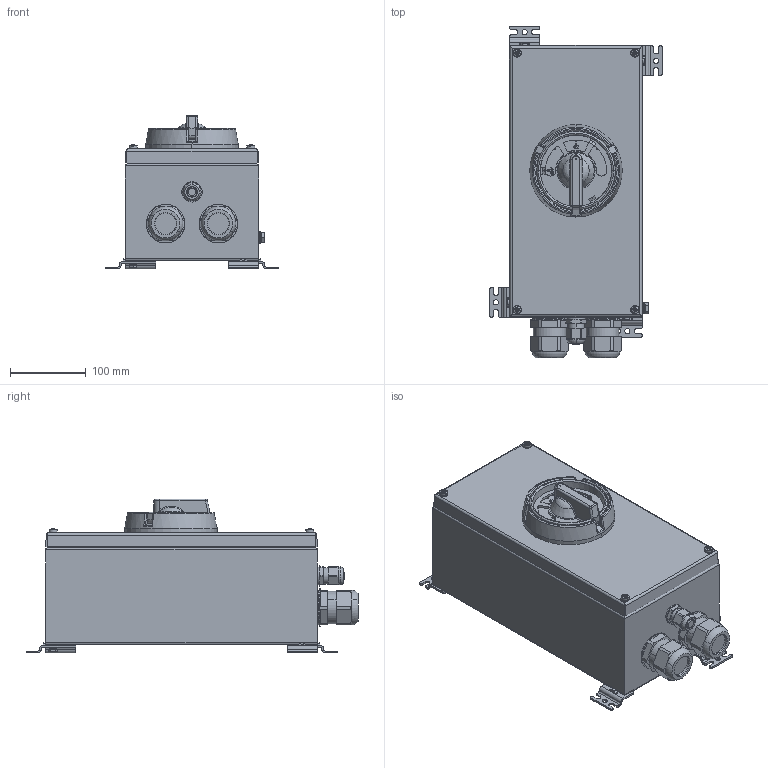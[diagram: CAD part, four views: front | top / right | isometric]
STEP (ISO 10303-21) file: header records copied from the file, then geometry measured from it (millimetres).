
FILE_DESCRIPTION (( 'STEP AP203' ), '1' );
FILE_NAME ('8150-5-V37-305-51-____-K-214173.STEP', '2015-07-23T11:59:47', ( '' ), ( '' ), 'SwSTEP 2.0', 'SolidWorks 2015', '' );
FILE_SCHEMA (( 'CONFIG_CONTROL_DESIGN' ));
Length unit declared in the file: millimetre
Products named in the file (1): 8150-5-V37-305-51-____-K-214173
Bounding box: 228 x 439.77 x 203.8 mm (x, y, z)
Volume: 9574476.6 mm3; surface area: 433816 mm2
Topology: 1 solids, 1 shells, 1649 faces, 4226 edges, 2607 vertices
Faces by surface type: plane 591, cylinder 479, cone 355, bspline 105, torus 90, sphere 29
Entity records: 54768 total; most frequent: CARTESIAN_POINT 15114, ORIENTED_EDGE 8384, DIRECTION 8336, EDGE_CURVE 4192, AXIS2_PLACEMENT_3D 3217, VERTEX_POINT 2607, LINE 1902, VECTOR 1902
